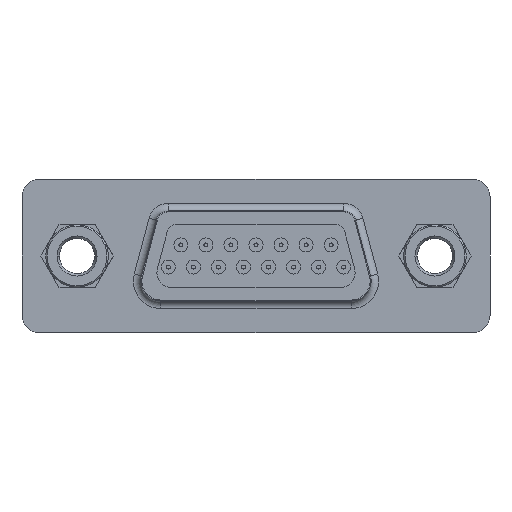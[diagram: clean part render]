
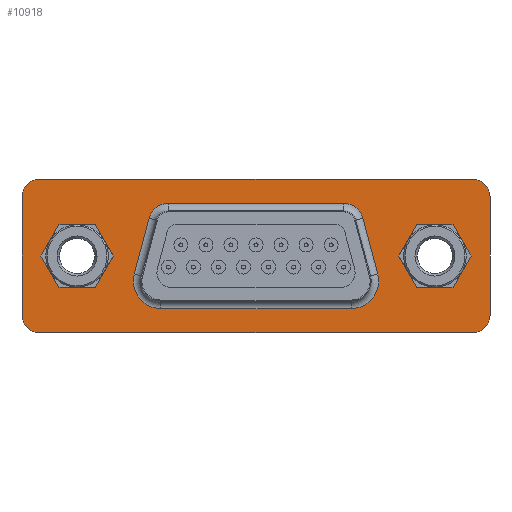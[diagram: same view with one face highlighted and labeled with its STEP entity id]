
A CAD part, left-side view. The second image highlights one B-rep face of the part: STEP entity #10918.
In plain terms, the highlighted planar face has unit normal (-1, 0, 0).
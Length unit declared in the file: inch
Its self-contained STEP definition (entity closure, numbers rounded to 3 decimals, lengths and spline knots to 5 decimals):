
#5=DIRECTION('',(0.,-1.,0.));
#6=VECTOR('',#5,0.865);
#7=CARTESIAN_POINT('',(-0.0075,0.4325,0.1535));
#8=LINE('',#7,#6);
#13=CARTESIAN_POINT('',(-0.0075,0.4325,0.1185));
#14=DIRECTION('',(-1.,0.,0.));
#15=DIRECTION('',(0.,0.,1.));
#16=AXIS2_PLACEMENT_3D('',#13,#14,#15);
#2609=DIRECTION('',(0.,0.,-1.));
#2610=VECTOR('',#2609,0.237);
#2611=CARTESIAN_POINT('',(-0.0075,0.4675,0.1185));
#2612=LINE('',#2611,#2610);
#2685=CARTESIAN_POINT('',(-0.00748,0.29748,
0.));
#2686=CARTESIAN_POINT('',(-0.00748,0.29748,
-0.01101));
#2687=CARTESIAN_POINT('',(-0.00751,0.30248,
-0.03026));
#2688=CARTESIAN_POINT('',(-0.0075,0.32602,
-0.05431));
#2689=CARTESIAN_POINT('',(-0.0075,0.35793,
-0.06322));
#2690=CARTESIAN_POINT('',(-0.0075,0.39021,
-0.05335));
#2691=CARTESIAN_POINT('',(-0.00751,0.41248,
-0.03027));
#2692=CARTESIAN_POINT('',(-0.00748,0.41752,
-0.01101));
#2693=CARTESIAN_POINT('',(-0.00748,0.41752,
0.));
#2695=CARTESIAN_POINT('',(-0.00748,0.41752,
0.));
#2696=CARTESIAN_POINT('',(-0.00748,0.41752,
0.01101));
#2697=CARTESIAN_POINT('',(-0.00751,0.41252,
0.03026));
#2698=CARTESIAN_POINT('',(-0.0075,0.38898,
0.05431));
#2699=CARTESIAN_POINT('',(-0.0075,0.35707,
0.06322));
#2700=CARTESIAN_POINT('',(-0.0075,0.32479,
0.05335));
#2701=CARTESIAN_POINT('',(-0.00751,0.30252,
0.03027));
#2702=CARTESIAN_POINT('',(-0.00748,0.29748,
0.01101));
#2703=CARTESIAN_POINT('',(-0.00748,0.29748,
0.));
#2705=CARTESIAN_POINT('',(-0.00748,-0.41752,
0.));
#2706=CARTESIAN_POINT('',(-0.00748,-0.41752,
-0.01101));
#2707=CARTESIAN_POINT('',(-0.00751,-0.41252,
-0.03026));
#2708=CARTESIAN_POINT('',(-0.0075,-0.38898,
-0.05431));
#2709=CARTESIAN_POINT('',(-0.0075,-0.35707,
-0.06322));
#2710=CARTESIAN_POINT('',(-0.0075,-0.32479,
-0.05335));
#2711=CARTESIAN_POINT('',(-0.00751,-0.30252,
-0.03027));
#2712=CARTESIAN_POINT('',(-0.00748,-0.29748,
-0.01101));
#2713=CARTESIAN_POINT('',(-0.00748,-0.29748,
0.));
#2715=CARTESIAN_POINT('',(-0.00748,-0.29748,
0.));
#2716=CARTESIAN_POINT('',(-0.00748,-0.29748,
0.01101));
#2717=CARTESIAN_POINT('',(-0.00751,-0.30248,
0.03026));
#2718=CARTESIAN_POINT('',(-0.0075,-0.32602,
0.05431));
#2719=CARTESIAN_POINT('',(-0.0075,-0.35793,
0.06322));
#2720=CARTESIAN_POINT('',(-0.0075,-0.39021,
0.05335));
#2721=CARTESIAN_POINT('',(-0.00751,-0.41248,
0.03027));
#2722=CARTESIAN_POINT('',(-0.00748,-0.41752,
0.01101));
#2723=CARTESIAN_POINT('',(-0.00748,-0.41752,
0.));
#2729=CARTESIAN_POINT('',(-0.0075,-0.4325,0.1185));
#2730=DIRECTION('',(-1.,0.,0.));
#2731=DIRECTION('',(0.,-1.,0.));
#2732=AXIS2_PLACEMENT_3D('',#2729,#2730,#2731);
#2738=DIRECTION('',(0.,0.,-1.));
#2739=VECTOR('',#2738,0.237);
#2740=CARTESIAN_POINT('',(-0.0075,-0.4675,0.1185));
#2741=LINE('',#2740,#2739);
#2746=CARTESIAN_POINT('',(-0.0075,-0.4325,-0.1185));
#2747=DIRECTION('',(-1.,0.,0.));
#2748=DIRECTION('',(0.,0.,-1.));
#2749=AXIS2_PLACEMENT_3D('',#2746,#2747,#2748);
#2755=DIRECTION('',(0.,-1.,0.));
#2756=VECTOR('',#2755,0.865);
#2757=CARTESIAN_POINT('',(-0.0075,0.4325,-0.1535));
#2758=LINE('',#2757,#2756);
#2767=CARTESIAN_POINT('',(-0.0075,0.4325,-0.1185));
#2768=DIRECTION('',(-1.,0.,0.));
#2769=DIRECTION('',(0.,1.,0.));
#2770=AXIS2_PLACEMENT_3D('',#2767,#2768,#2769);
#3224=DIRECTION('',(0.,-1.,0.));
#3225=VECTOR('',#3224,0.38);
#3226=CARTESIAN_POINT('',(-0.0075,0.19,-0.105));
#3227=LINE('',#3226,#3225);
#3237=CARTESIAN_POINT('',(-0.0075,0.19,-0.05));
#3238=DIRECTION('',(-1.,0.,0.));
#3239=DIRECTION('',(0.,0.967,0.257));
#3240=AXIS2_PLACEMENT_3D('',#3237,#3238,#3239);
#3252=DIRECTION('',(0.,0.257,-0.967));
#3253=VECTOR('',#3252,0.115);
#3254=CARTESIAN_POINT('',(-0.0075,0.21366,0.07526));
#3255=LINE('',#3254,#3253);
#3265=CARTESIAN_POINT('',(-0.0075,0.175,0.065));
#3266=DIRECTION('',(-1.,0.,0.));
#3267=DIRECTION('',(0.,0.,1.));
#3268=AXIS2_PLACEMENT_3D('',#3265,#3266,#3267);
#3280=DIRECTION('',(0.,1.,0.));
#3281=VECTOR('',#3280,0.35);
#3282=CARTESIAN_POINT('',(-0.0075,-0.175,0.105));
#3283=LINE('',#3282,#3281);
#3293=CARTESIAN_POINT('',(-0.0075,-0.175,0.065));
#3294=DIRECTION('',(-1.,0.,0.));
#3295=DIRECTION('',(0.,-0.967,0.257));
#3296=AXIS2_PLACEMENT_3D('',#3293,#3294,#3295);
#3308=DIRECTION('',(0.,0.257,0.967));
#3309=VECTOR('',#3308,0.115);
#3310=CARTESIAN_POINT('',(-0.0075,-0.24316,-0.03589));
#3311=LINE('',#3310,#3309);
#3321=CARTESIAN_POINT('',(-0.0075,-0.19,-0.05));
#3322=DIRECTION('',(-1.,0.,0.));
#3323=DIRECTION('',(0.,0.,-1.));
#3324=AXIS2_PLACEMENT_3D('',#3321,#3322,#3323);
#5870=CARTESIAN_POINT('',(-0.0075,0.21366,0.07526));
#5871=CARTESIAN_POINT('',(-0.0075,0.24316,-0.03589));
#5872=VERTEX_POINT('',#5870);
#5873=VERTEX_POINT('',#5871);
#5878=CARTESIAN_POINT('',(-0.0075,0.175,0.105));
#5879=VERTEX_POINT('',#5878);
#5882=CARTESIAN_POINT('',(-0.0075,-0.175,0.105));
#5883=VERTEX_POINT('',#5882);
#5886=CARTESIAN_POINT('',(-0.0075,-0.21366,
0.07526));
#5887=VERTEX_POINT('',#5886);
#5890=CARTESIAN_POINT('',(-0.0075,-0.24316,-0.03589));
#5891=VERTEX_POINT('',#5890);
#5894=CARTESIAN_POINT('',(-0.0075,-0.19,-0.105));
#5895=VERTEX_POINT('',#5894);
#5898=CARTESIAN_POINT('',(-0.0075,0.19,-0.105));
#5899=VERTEX_POINT('',#5898);
#5995=CARTESIAN_POINT('',(-0.0075,0.4325,0.1535));
#5997=VERTEX_POINT('',#5995);
#5998=CARTESIAN_POINT('',(-0.0075,0.4675,0.1185));
#5999=VERTEX_POINT('',#5998);
#6002=CARTESIAN_POINT('',(-0.0075,0.4325,-0.1535));
#6004=VERTEX_POINT('',#6002);
#6006=CARTESIAN_POINT('',(-0.0075,0.4675,-0.1185));
#6008=VERTEX_POINT('',#6006);
#6010=CARTESIAN_POINT('',(-0.0075,-0.4325,0.1535));
#6012=VERTEX_POINT('',#6010);
#6014=CARTESIAN_POINT('',(-0.0075,-0.4675,0.1185));
#6016=VERTEX_POINT('',#6014);
#6019=CARTESIAN_POINT('',(-0.0075,-0.4325,-0.1535));
#6021=VERTEX_POINT('',#6019);
#6022=CARTESIAN_POINT('',(-0.0075,-0.4675,-0.1185));
#6023=VERTEX_POINT('',#6022);
#6066=VERTEX_POINT('',#2685);
#6067=VERTEX_POINT('',#2693);
#6068=VERTEX_POINT('',#2705);
#6069=VERTEX_POINT('',#2713);
#10869=CARTESIAN_POINT('',(-0.0075,0.4675,0.1535));
#10870=DIRECTION('',(-1.,0.,0.));
#10871=DIRECTION('',(0.,-1.,0.));
#10872=AXIS2_PLACEMENT_3D('',#10869,#10870,#10871);
#10873=PLANE('',#10872);
#10874=ORIENTED_EDGE('',*,*,#7196,.F.);
#10875=ORIENTED_EDGE('',*,*,#7183,.T.);
#10877=ORIENTED_EDGE('',*,*,#10876,.F.);
#10879=ORIENTED_EDGE('',*,*,#10878,.T.);
#10881=ORIENTED_EDGE('',*,*,#10880,.F.);
#10883=ORIENTED_EDGE('',*,*,#10882,.F.);
#10885=ORIENTED_EDGE('',*,*,#10884,.F.);
#10887=ORIENTED_EDGE('',*,*,#10886,.F.);
#10888=EDGE_LOOP('',(#10874,#10875,#10877,#10879,#10881,#10883,#10885,#10887));
#10889=FACE_OUTER_BOUND('',#10888,.F.);
#10891=ORIENTED_EDGE('',*,*,#10890,.T.);
#10893=ORIENTED_EDGE('',*,*,#10892,.T.);
#10895=ORIENTED_EDGE('',*,*,#10894,.T.);
#10897=ORIENTED_EDGE('',*,*,#10896,.T.);
#10899=ORIENTED_EDGE('',*,*,#10898,.T.);
#10901=ORIENTED_EDGE('',*,*,#10900,.T.);
#10903=ORIENTED_EDGE('',*,*,#10902,.T.);
#10905=ORIENTED_EDGE('',*,*,#10904,.T.);
#10906=EDGE_LOOP('',(#10891,#10893,#10895,#10897,#10899,#10901,#10903,#10905));
#10907=FACE_BOUND('',#10906,.F.);
#10908=ORIENTED_EDGE('',*,*,#10863,.F.);
#10909=ORIENTED_EDGE('',*,*,#10847,.F.);
#10910=EDGE_LOOP('',(#10908,#10909));
#10911=FACE_BOUND('',#10910,.F.);
#10913=ORIENTED_EDGE('',*,*,#10912,.F.);
#10915=ORIENTED_EDGE('',*,*,#10914,.F.);
#10916=EDGE_LOOP('',(#10913,#10915));
#10917=FACE_BOUND('',#10916,.F.);
#10918=ADVANCED_FACE('',(#10889,#10907,#10911,#10917),#10873,.T.);
#17=CIRCLE('',#16,0.035);
#2694=B_SPLINE_CURVE_WITH_KNOTS('',3,(#2685,#2686,#2687,#2688,#2689,#2690,#2691,
#2692,#2693),.UNSPECIFIED.,.F.,.F.,(4,1,1,1,1,1,4),(0.,0.16667,
0.33333,0.5,0.66667,0.83333,1.),
.UNSPECIFIED.);
#2704=B_SPLINE_CURVE_WITH_KNOTS('',3,(#2695,#2696,#2697,#2698,#2699,#2700,#2701,
#2702,#2703),.UNSPECIFIED.,.F.,.F.,(4,1,1,1,1,1,4),(0.,0.16667,
0.33333,0.5,0.66667,0.83333,1.),
.UNSPECIFIED.);
#2714=B_SPLINE_CURVE_WITH_KNOTS('',3,(#2705,#2706,#2707,#2708,#2709,#2710,#2711,
#2712,#2713),.UNSPECIFIED.,.F.,.F.,(4,1,1,1,1,1,4),(0.,0.16667,
0.33333,0.5,0.66667,0.83333,1.),
.UNSPECIFIED.);
#2724=B_SPLINE_CURVE_WITH_KNOTS('',3,(#2715,#2716,#2717,#2718,#2719,#2720,#2721,
#2722,#2723),.UNSPECIFIED.,.F.,.F.,(4,1,1,1,1,1,4),(0.,0.16667,
0.33333,0.5,0.66667,0.83333,1.),
.UNSPECIFIED.);
#2733=CIRCLE('',#2732,0.035);
#2750=CIRCLE('',#2749,0.035);
#2771=CIRCLE('',#2770,0.035);
#3241=CIRCLE('',#3240,0.055);
#3269=CIRCLE('',#3268,0.04);
#3297=CIRCLE('',#3296,0.04);
#3325=CIRCLE('',#3324,0.055);
#7183=EDGE_CURVE('',#5997,#6012,#8,.T.);
#7196=EDGE_CURVE('',#5997,#5999,#17,.T.);
#10847=EDGE_CURVE('',#6067,#6066,#2704,.T.);
#10863=EDGE_CURVE('',#6066,#6067,#2694,.T.);
#10876=EDGE_CURVE('',#6016,#6012,#2733,.T.);
#10878=EDGE_CURVE('',#6016,#6023,#2741,.T.);
#10880=EDGE_CURVE('',#6021,#6023,#2750,.T.);
#10882=EDGE_CURVE('',#6004,#6021,#2758,.T.);
#10884=EDGE_CURVE('',#6008,#6004,#2771,.T.);
#10886=EDGE_CURVE('',#5999,#6008,#2612,.T.);
#10890=EDGE_CURVE('',#5872,#5873,#3255,.T.);
#10892=EDGE_CURVE('',#5873,#5899,#3241,.T.);
#10894=EDGE_CURVE('',#5899,#5895,#3227,.T.);
#10896=EDGE_CURVE('',#5895,#5891,#3325,.T.);
#10898=EDGE_CURVE('',#5891,#5887,#3311,.T.);
#10900=EDGE_CURVE('',#5887,#5883,#3297,.T.);
#10902=EDGE_CURVE('',#5883,#5879,#3283,.T.);
#10904=EDGE_CURVE('',#5879,#5872,#3269,.T.);
#10912=EDGE_CURVE('',#6068,#6069,#2714,.T.);
#10914=EDGE_CURVE('',#6069,#6068,#2724,.T.);
